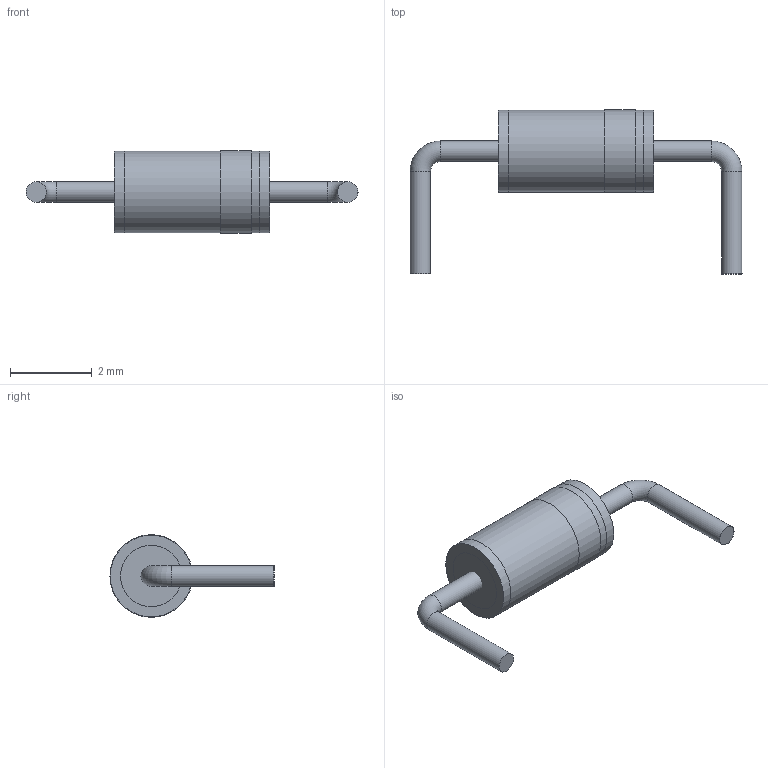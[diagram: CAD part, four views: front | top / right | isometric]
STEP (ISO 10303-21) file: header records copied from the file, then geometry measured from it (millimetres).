
FILE_DESCRIPTION(('FreeCAD Model'),'2;1');
FILE_NAME('Open CASCADE Shape Model','2025-05-30T09:52:06',('Author'),( ''),'Open CASCADE STEP processor 7.8','FreeCAD','Unknown');
FILE_SCHEMA(('AUTOMOTIVE_DESIGN { 1 0 10303 214 1 1 1 1 }'));
Length unit declared in the file: millimetre
Products named in the file (8): Diode_DO_35; Circle; Sweep; Cylinder; Fillet; Fillet001; Cylinder001; DWire
Assembly tree (7 placements, depth 2):
  Diode_DO_35
    Circle
    Sweep
    Cylinder
    Fillet
    Fillet001
    Cylinder001
    DWire
Bounding box: 8.12 x 4.01 x 2.02 mm (x, y, z)
Volume: 40.7 mm3; surface area: 121 mm2
Topology: 5 solids, 6 shells, 23 faces, 35 edges, 28 vertices
Faces by surface type: plane 11, cylinder 7, torus 5
Full cylindrical faces by diameter (mm): 0.5 x3, 2 x3, 2.02 x1
Entity records: 719 total; most frequent: DIRECTION 122, CARTESIAN_POINT 94, ORIENTED_EDGE 59, AXIS2_PLACEMENT_3D 56, EDGE_CURVE 30, CIRCLE 25, ADVANCED_FACE 23, FACE_BOUND 23
